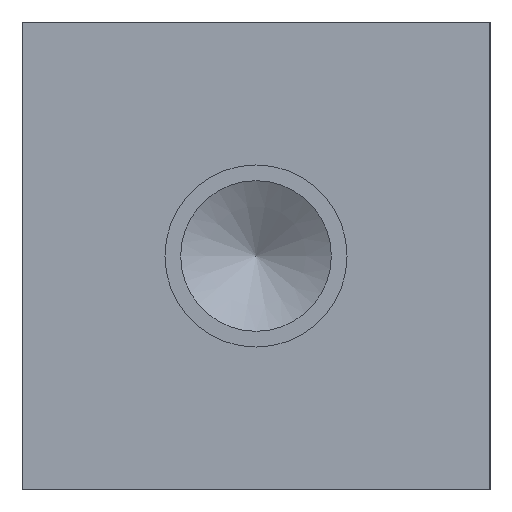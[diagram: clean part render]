
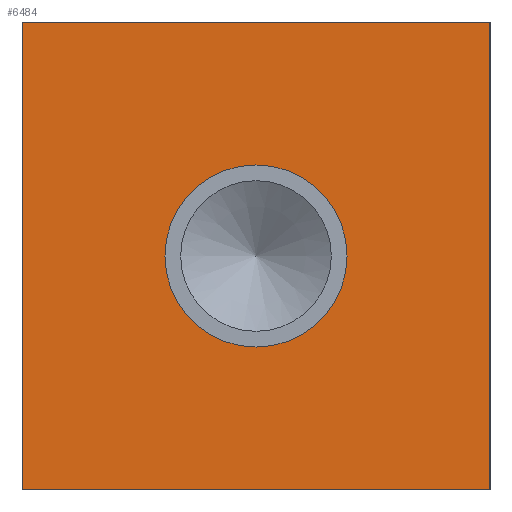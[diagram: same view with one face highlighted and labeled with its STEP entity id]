
A CAD part, left-side view. The second image highlights one B-rep face of the part: STEP entity #6484.
In plain terms, the highlighted planar face has unit normal (-1, 0, 0).
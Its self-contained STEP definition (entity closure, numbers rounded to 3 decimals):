
#80=CIRCLE('',#6783,8.649);
#81=CIRCLE('',#6784,8.649);
#119=FACE_BOUND('',#1033,.T.);
#341=PLANE('',#6786);
#668=FACE_OUTER_BOUND('',#1032,.T.);
#1032=EDGE_LOOP('',(#5753,#5754,#5755,#5756));
#1033=EDGE_LOOP('',(#5757,#5758));
#1302=LINE('',#9900,#1964);
#1700=LINE('',#10952,#2362);
#1701=LINE('',#10953,#2363);
#1702=LINE('',#10954,#2364);
#1964=VECTOR('',#7188,10.);
#2362=VECTOR('',#8014,10.);
#2363=VECTOR('',#8015,10.);
#2364=VECTOR('',#8016,10.);
#2818=VERTEX_POINT('',#9893);
#2821=VERTEX_POINT('',#9898);
#3130=VERTEX_POINT('',#10942);
#3131=VERTEX_POINT('',#10943);
#3132=VERTEX_POINT('',#10950);
#3133=VERTEX_POINT('',#10951);
#3550=EDGE_CURVE('',#2821,#2818,#1302,.T.);
#4008=EDGE_CURVE('',#3130,#3131,#80,.T.);
#4009=EDGE_CURVE('',#3131,#3130,#81,.T.);
#4012=EDGE_CURVE('',#3132,#3133,#1700,.T.);
#4013=EDGE_CURVE('',#3133,#2818,#1701,.T.);
#4014=EDGE_CURVE('',#3132,#2821,#1702,.T.);
#5753=ORIENTED_EDGE('',*,*,#4012,.T.);
#5754=ORIENTED_EDGE('',*,*,#4013,.T.);
#5755=ORIENTED_EDGE('',*,*,#3550,.F.);
#5756=ORIENTED_EDGE('',*,*,#4014,.F.);
#5757=ORIENTED_EDGE('',*,*,#4008,.T.);
#5758=ORIENTED_EDGE('',*,*,#4009,.T.);
#6484=ADVANCED_FACE('',(#668,#119),#341,.T.);
#6783=AXIS2_PLACEMENT_3D('',#10944,#8004,#8005);
#6784=AXIS2_PLACEMENT_3D('',#10945,#8006,#8007);
#6786=AXIS2_PLACEMENT_3D('',#10949,#8012,#8013);
#7188=DIRECTION('',(0.,-1.,0.));
#8004=DIRECTION('center_axis',(1.,0.,0.));
#8005=DIRECTION('ref_axis',(0.,1.,0.));
#8006=DIRECTION('center_axis',(1.,0.,0.));
#8007=DIRECTION('ref_axis',(0.,1.,0.));
#8012=DIRECTION('center_axis',(-1.,0.,0.));
#8013=DIRECTION('ref_axis',(0.,-1.,0.));
#8014=DIRECTION('',(0.,-1.,0.));
#8015=DIRECTION('',(0.,0.,1.));
#8016=DIRECTION('',(0.,0.,1.));
#9893=CARTESIAN_POINT('',(0.,0.,44.45));
#9898=CARTESIAN_POINT('',(0.,44.45,44.45));
#9900=CARTESIAN_POINT('',(0.,44.45,44.45));
#10942=CARTESIAN_POINT('',(0.,30.874,22.225));
#10943=CARTESIAN_POINT('',(0.,13.576,22.225));
#10944=CARTESIAN_POINT('Origin',(0.,22.225,22.225));
#10945=CARTESIAN_POINT('Origin',(0.,22.225,22.225));
#10949=CARTESIAN_POINT('Origin',(0.,44.45,0.));
#10950=CARTESIAN_POINT('',(0.,44.45,0.));
#10951=CARTESIAN_POINT('',(0.,0.,0.));
#10952=CARTESIAN_POINT('',(0.,44.45,0.));
#10953=CARTESIAN_POINT('',(0.,0.,0.));
#10954=CARTESIAN_POINT('',(0.,44.45,0.));
